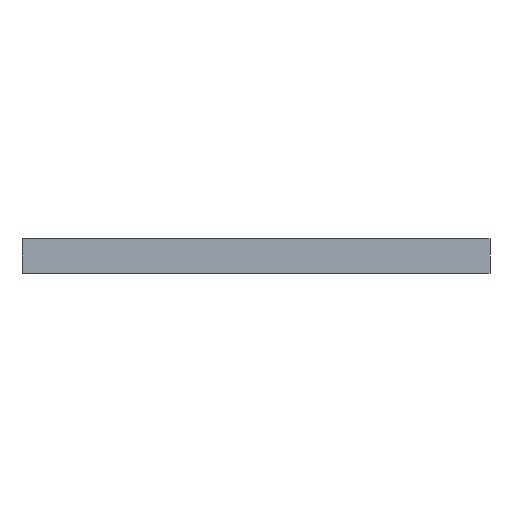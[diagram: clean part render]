
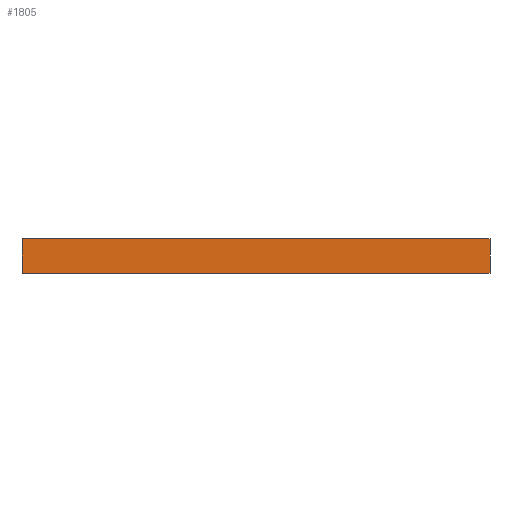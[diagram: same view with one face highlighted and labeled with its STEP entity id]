
A CAD part, front view. The second image highlights one B-rep face of the part: STEP entity #1805.
In plain terms, the highlighted planar face has unit normal (0, -1, 0).
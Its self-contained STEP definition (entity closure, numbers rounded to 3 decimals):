
#131 = ORIENTED_EDGE ( 'NONE', *, *, #1743, .T. ) ;
#132 = ORIENTED_EDGE ( 'NONE', *, *, #1842, .T. ) ;
#133 = ORIENTED_EDGE ( 'NONE', *, *, #1749, .T. ) ;
#134 = ORIENTED_EDGE ( 'NONE', *, *, #1829, .T. ) ;
#413 = VERTEX_POINT ( 'NONE', #967 ) ;
#417 = VERTEX_POINT ( 'NONE', #973 ) ;
#725 = VERTEX_POINT ( 'NONE', #1020 ) ;
#783 = VERTEX_POINT ( 'NONE', #1044 ) ;
#884 = EDGE_LOOP ( 'NONE', ( #131, #132, #133, #134 ) ) ;
#967 = CARTESIAN_POINT ( 'NONE',  ( 0., -45., 0. ) ) ;
#973 = CARTESIAN_POINT ( 'NONE',  ( 165., -45., 12. ) ) ;
#1020 = CARTESIAN_POINT ( 'NONE',  ( 165., -45., 0. ) ) ;
#1044 = CARTESIAN_POINT ( 'NONE',  ( 0., -45., 12. ) ) ;
#1171 = LINE ( 'NONE', #1326, #1173 ) ;
#1173 = VECTOR ( 'NONE', #1327, 1000. ) ;
#1187 = LINE ( 'NONE', #1364, #1192 ) ;
#1192 = VECTOR ( 'NONE', #1368, 1000. ) ;
#1326 = CARTESIAN_POINT ( 'NONE',  ( 0., -45., 12. ) ) ;
#1327 = DIRECTION ( 'NONE',  ( -1., 0., 0. ) ) ;
#1364 = CARTESIAN_POINT ( 'NONE',  ( 0., -45., 0. ) ) ;
#1368 = DIRECTION ( 'NONE',  ( 1., 0., 0. ) ) ;
#1743 = EDGE_CURVE ( 'NONE', #783, #413, #2561, .T. ) ;
#1749 = EDGE_CURVE ( 'NONE', #725, #417, #2578, .T. ) ;
#1805 = ADVANCED_FACE ( 'NONE', ( #2720 ), #3059, .F. ) ;
#1829 = EDGE_CURVE ( 'NONE', #417, #783, #1171, .T. ) ;
#1842 = EDGE_CURVE ( 'NONE', #413, #725, #1187, .T. ) ;
#2561 = LINE ( 'NONE', #2855, #2569 ) ;
#2569 = VECTOR ( 'NONE', #2860, 1000. ) ;
#2578 = LINE ( 'NONE', #2870, #2581 ) ;
#2581 = VECTOR ( 'NONE', #2871, 1000. ) ;
#2720 = FACE_OUTER_BOUND ( 'NONE', #884, .T. ) ;
#2801 = AXIS2_PLACEMENT_3D ( 'NONE', #3052, #3062, #3063 ) ;
#2855 = CARTESIAN_POINT ( 'NONE',  ( 0., -45., 0. ) ) ;
#2860 = DIRECTION ( 'NONE',  ( 0., 0., -1. ) ) ;
#2870 = CARTESIAN_POINT ( 'NONE',  ( 165., -45., 0. ) ) ;
#2871 = DIRECTION ( 'NONE',  ( 0., 0., 1. ) ) ;
#3052 = CARTESIAN_POINT ( 'NONE',  ( 0., -45., 0. ) ) ;
#3059 = PLANE ( 'NONE',  #2801 ) ;
#3062 = DIRECTION ( 'NONE',  ( 0., 1., 0. ) ) ;
#3063 = DIRECTION ( 'NONE',  ( 0., 0., 1. ) ) ;
